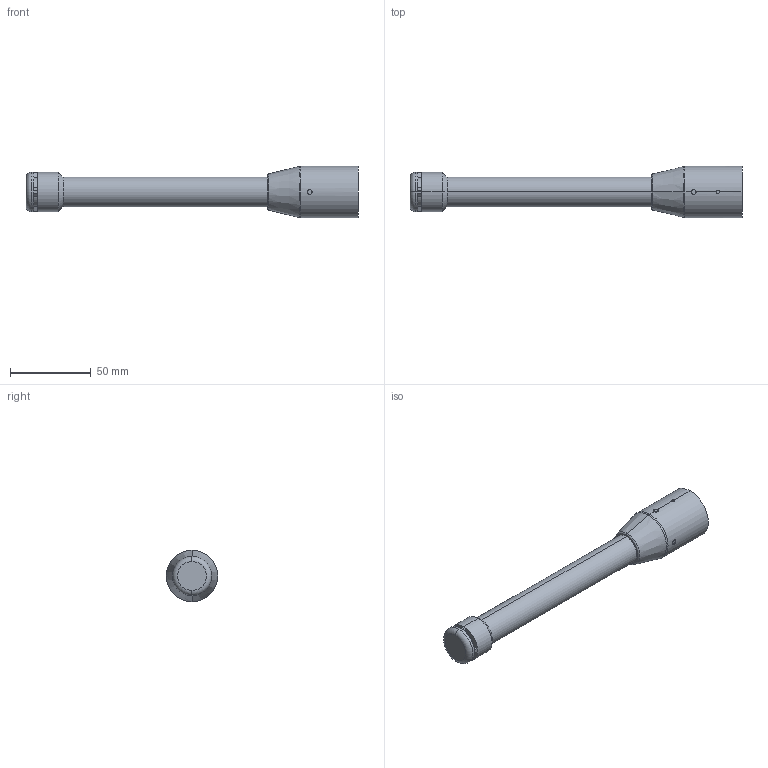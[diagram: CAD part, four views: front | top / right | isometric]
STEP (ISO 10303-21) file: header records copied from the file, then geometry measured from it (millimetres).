
FILE_DESCRIPTION (( 'STEP AP214' ), '1' );
FILE_NAME ('HGV-4958-06U-NM_3D.STEP', '2020-08-27T14:55:58', ( '' ), ( '' ), 'SwSTEP 2.0', 'SolidWorks 2018', '' );
FILE_SCHEMA (( 'AUTOMOTIVE_DESIGN' ));
Length unit declared in the file: inch
Products named in the file (1): HGV-4958-06U-NM_3D
Bounding box: 206 x 32 x 32 mm (x, y, z)
Volume: 79572.7 mm3; surface area: 20217.9 mm2
Topology: 2 solids, 2 shells, 113 faces, 247 edges, 145 vertices
Faces by surface type: cylinder 47, cone 32, plane 26, torus 8
Entity records: 3964 total; most frequent: CARTESIAN_POINT 840, DIRECTION 577, ORIENTED_EDGE 490, EDGE_CURVE 245, AXIS2_PLACEMENT_3D 234, VERTEX_POINT 145, EDGE_LOOP 124, CIRCLE 120
